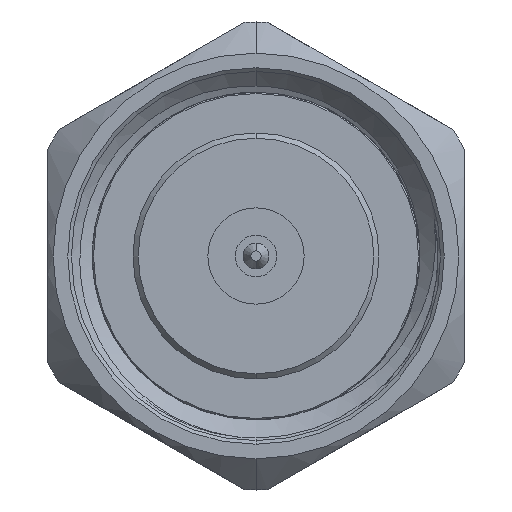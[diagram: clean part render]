
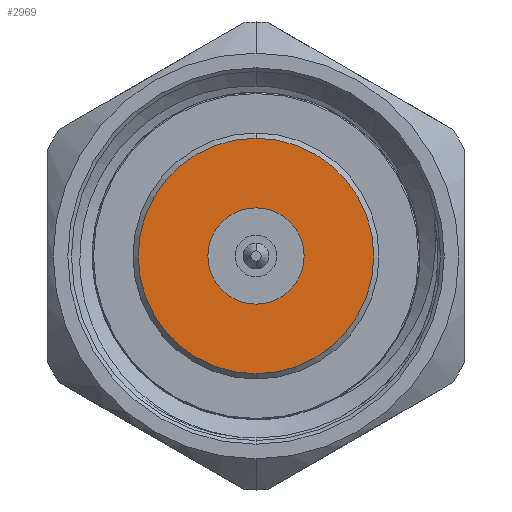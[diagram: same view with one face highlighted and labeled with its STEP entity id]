
A CAD part, left-side view. The second image highlights one B-rep face of the part: STEP entity #2969.
In plain terms, the highlighted planar face has unit normal (-1, 0, 0).
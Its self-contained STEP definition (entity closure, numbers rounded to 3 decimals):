
#9 = DIRECTION ( 'NONE',  ( 0., 0., -1. ) ) ;
#160 = DIRECTION ( 'NONE',  ( 0., 0., -1. ) ) ;
#553 = VERTEX_POINT ( 'NONE', #6741 ) ;
#675 = VERTEX_POINT ( 'NONE', #8540 ) ;
#853 = DIRECTION ( 'NONE',  ( -1., 0., 0. ) ) ;
#1232 = EDGE_CURVE ( 'NONE', #8860, #553, #2786, .T. ) ;
#1296 = CARTESIAN_POINT ( 'NONE',  ( -21.183, -2.411, 0. ) ) ;
#1468 = CARTESIAN_POINT ( 'NONE',  ( -21.183, -2.411, 0. ) ) ;
#2288 = AXIS2_PLACEMENT_3D ( 'NONE', #1468, #2960, #3753 ) ;
#2523 = EDGE_LOOP ( 'NONE', ( #4765, #4356 ) ) ;
#2600 = EDGE_CURVE ( 'NONE', #675, #9015, #8999, .T. ) ;
#2727 = EDGE_LOOP ( 'NONE', ( #4366, #7797 ) ) ;
#2786 = CIRCLE ( 'NONE', #2288, 0.925 ) ;
#2960 = DIRECTION ( 'NONE',  ( 1., 0., 0. ) ) ;
#2969 = ADVANCED_FACE ( 'NONE', ( #5272, #7737 ), #4458, .T. ) ;
#3627 = DIRECTION ( 'NONE',  ( 1., 0., 0. ) ) ;
#3753 = DIRECTION ( 'NONE',  ( 0., 0., -1. ) ) ;
#4084 = DIRECTION ( 'NONE',  ( 1., 0., 0. ) ) ;
#4356 = ORIENTED_EDGE ( 'NONE', *, *, #5288, .F. ) ;
#4366 = ORIENTED_EDGE ( 'NONE', *, *, #1232, .T. ) ;
#4458 = PLANE ( 'NONE',  #7139 ) ;
#4576 = DIRECTION ( 'NONE',  ( 1., 0., 0. ) ) ;
#4581 = CARTESIAN_POINT ( 'NONE',  ( -21.183, -2.411, -0.925 ) ) ;
#4718 = CARTESIAN_POINT ( 'NONE',  ( -21.183, -2.411, 0. ) ) ;
#4765 = ORIENTED_EDGE ( 'NONE', *, *, #2600, .F. ) ;
#5172 = EDGE_CURVE ( 'NONE', #553, #8860, #5173, .T. ) ;
#5173 = CIRCLE ( 'NONE', #5839, 0.925 ) ;
#5272 = FACE_OUTER_BOUND ( 'NONE', #2523, .T. ) ;
#5288 = EDGE_CURVE ( 'NONE', #9015, #675, #6312, .T. ) ;
#5385 = DIRECTION ( 'NONE',  ( 0., 0., 1. ) ) ;
#5405 = CARTESIAN_POINT ( 'NONE',  ( -21.183, -2.411, 0. ) ) ;
#5839 = AXIS2_PLACEMENT_3D ( 'NONE', #5405, #4576, #9 ) ;
#6154 = AXIS2_PLACEMENT_3D ( 'NONE', #4718, #4084, #160 ) ;
#6312 = CIRCLE ( 'NONE', #6154, 2.265 ) ;
#6741 = CARTESIAN_POINT ( 'NONE',  ( -21.183, -2.411, 0.925 ) ) ;
#7074 = AXIS2_PLACEMENT_3D ( 'NONE', #1296, #3627, #8955 ) ;
#7139 = AXIS2_PLACEMENT_3D ( 'NONE', #9952, #853, #5385 ) ;
#7359 = CARTESIAN_POINT ( 'NONE',  ( -21.183, -2.411, 2.265 ) ) ;
#7737 = FACE_BOUND ( 'NONE', #2727, .T. ) ;
#7797 = ORIENTED_EDGE ( 'NONE', *, *, #5172, .T. ) ;
#8540 = CARTESIAN_POINT ( 'NONE',  ( -21.183, -2.411, -2.265 ) ) ;
#8860 = VERTEX_POINT ( 'NONE', #4581 ) ;
#8955 = DIRECTION ( 'NONE',  ( 0., 0., -1. ) ) ;
#8999 = CIRCLE ( 'NONE', #7074, 2.265 ) ;
#9015 = VERTEX_POINT ( 'NONE', #7359 ) ;
#9952 = CARTESIAN_POINT ( 'NONE',  ( -21.183, -4.676, 0. ) ) ;
